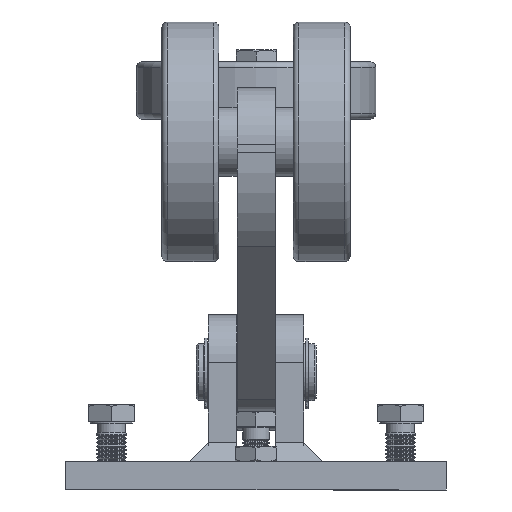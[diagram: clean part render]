
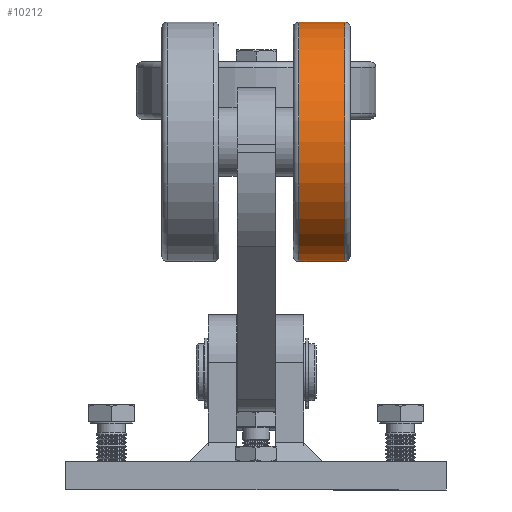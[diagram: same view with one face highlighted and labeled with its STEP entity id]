
A CAD part, left-side view. The second image highlights one B-rep face of the part: STEP entity #10212.
In plain terms, the highlighted cylindrical face has radius 63 mm (diameter 126 mm), a full revolution.
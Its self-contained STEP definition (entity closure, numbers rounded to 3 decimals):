
#634=CYLINDRICAL_SURFACE('',#11718,63.);
#1276=CIRCLE('',#11714,63.);
#1277=CIRCLE('',#11715,63.);
#1278=CIRCLE('',#11716,63.);
#1280=CIRCLE('',#11719,63.);
#1281=CIRCLE('',#11720,63.);
#1282=CIRCLE('',#11721,63.);
#1969=FACE_OUTER_BOUND('',#2556,.T.);
#2556=EDGE_LOOP('',(#8508,#8509,#8510,#8511,#8512,#8513,#8514,#8515));
#3180=LINE('',#17017,#3780);
#3780=VECTOR('',#14154,63.);
#4665=VERTEX_POINT('',#17007);
#4666=VERTEX_POINT('',#17009);
#4667=VERTEX_POINT('',#17011);
#4668=VERTEX_POINT('',#17016);
#4669=VERTEX_POINT('',#17018);
#4670=VERTEX_POINT('',#17020);
#6048=EDGE_CURVE('',#4665,#4666,#1276,.T.);
#6049=EDGE_CURVE('',#4666,#4667,#1277,.T.);
#6050=EDGE_CURVE('',#4667,#4665,#1278,.T.);
#6052=EDGE_CURVE('',#4666,#4668,#3180,.T.);
#6053=EDGE_CURVE('',#4669,#4668,#1280,.T.);
#6054=EDGE_CURVE('',#4670,#4669,#1281,.T.);
#6055=EDGE_CURVE('',#4668,#4670,#1282,.T.);
#8508=ORIENTED_EDGE('',*,*,#6050,.F.);
#8509=ORIENTED_EDGE('',*,*,#6049,.F.);
#8510=ORIENTED_EDGE('',*,*,#6052,.T.);
#8511=ORIENTED_EDGE('',*,*,#6053,.F.);
#8512=ORIENTED_EDGE('',*,*,#6054,.F.);
#8513=ORIENTED_EDGE('',*,*,#6055,.F.);
#8514=ORIENTED_EDGE('',*,*,#6052,.F.);
#8515=ORIENTED_EDGE('',*,*,#6048,.F.);
#10212=ADVANCED_FACE('',(#1969),#634,.T.);
#11714=AXIS2_PLACEMENT_3D('',#17010,#14144,#14145);
#11715=AXIS2_PLACEMENT_3D('',#17012,#14146,#14147);
#11716=AXIS2_PLACEMENT_3D('',#17013,#14148,#14149);
#11718=AXIS2_PLACEMENT_3D('',#17015,#14152,#14153);
#11719=AXIS2_PLACEMENT_3D('',#17019,#14155,#14156);
#11720=AXIS2_PLACEMENT_3D('',#17021,#14157,#14158);
#11721=AXIS2_PLACEMENT_3D('',#17022,#14159,#14160);
#14144=DIRECTION('center_axis',(1.,0.,0.));
#14145=DIRECTION('ref_axis',(0.,-1.,0.));
#14146=DIRECTION('center_axis',(1.,0.,0.));
#14147=DIRECTION('ref_axis',(0.,-1.,0.));
#14148=DIRECTION('center_axis',(1.,0.,0.));
#14149=DIRECTION('ref_axis',(0.,-1.,0.));
#14152=DIRECTION('center_axis',(1.,0.,0.));
#14153=DIRECTION('ref_axis',(0.,1.,0.));
#14154=DIRECTION('',(-1.,0.,0.));
#14155=DIRECTION('center_axis',(-1.,0.,0.));
#14156=DIRECTION('ref_axis',(0.,-1.,0.));
#14157=DIRECTION('center_axis',(-1.,0.,0.));
#14158=DIRECTION('ref_axis',(0.,-1.,0.));
#14159=DIRECTION('center_axis',(-1.,0.,0.));
#14160=DIRECTION('ref_axis',(0.,-1.,0.));
#17007=CARTESIAN_POINT('',(12.,0.,63.));
#17009=CARTESIAN_POINT('',(12.,-63.,0.));
#17010=CARTESIAN_POINT('Origin',(12.,0.,0.));
#17011=CARTESIAN_POINT('',(12.,63.,0.));
#17012=CARTESIAN_POINT('Origin',(12.,0.,0.));
#17013=CARTESIAN_POINT('Origin',(12.,0.,0.));
#17015=CARTESIAN_POINT('Origin',(0.,0.,
0.));
#17016=CARTESIAN_POINT('',(-12.,-63.,0.));
#17017=CARTESIAN_POINT('',(0.,-63.,0.));
#17018=CARTESIAN_POINT('',(-12.,63.,0.));
#17019=CARTESIAN_POINT('Origin',(-12.,0.,0.));
#17020=CARTESIAN_POINT('',(-12.,0.,63.));
#17021=CARTESIAN_POINT('Origin',(-12.,0.,0.));
#17022=CARTESIAN_POINT('Origin',(-12.,0.,0.));
